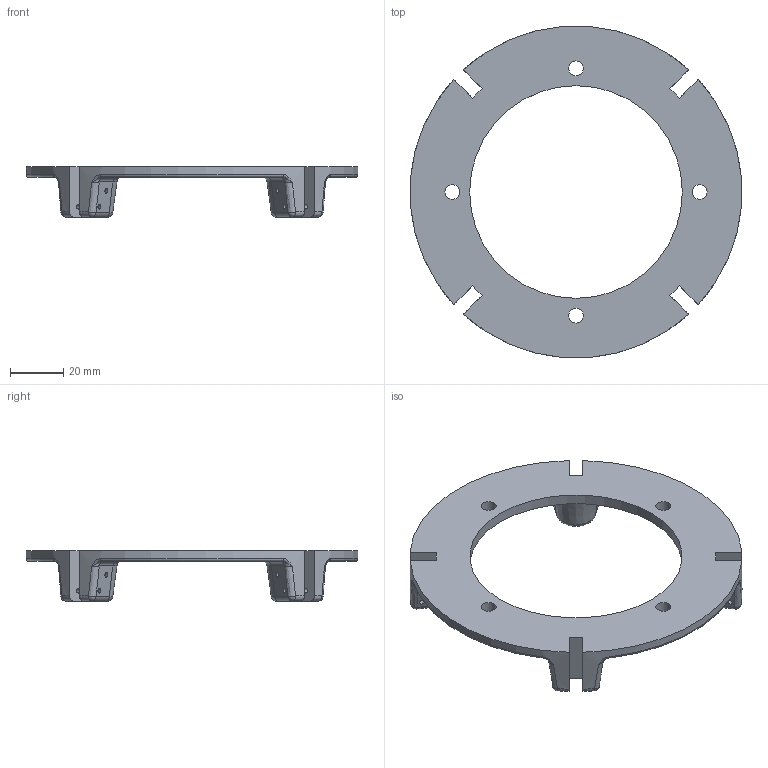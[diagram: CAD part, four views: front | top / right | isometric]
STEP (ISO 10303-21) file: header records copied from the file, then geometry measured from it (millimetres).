
FILE_DESCRIPTION(/* description */ (''),/* implementation_level */ '2;1');
FILE_NAME(/* name */ 'Baffle2Spike v4.step',/* time_stamp */ '2025-10-03T19:06:07+02:00',/* author */ (''),/* organization */ (''),/* preprocessor_version */ 'ST-DEVELOPER v20.1',/* originating_system */ 'Autodesk Translation Framework v14.17.0.0',/* authorisation */ '');
FILE_SCHEMA (('AUTOMOTIVE_DESIGN { 1 0 10303 214 3 1 1 }'));
Length unit declared in the file: millimetre
Products named in the file (1): Baffle2Spike
Bounding box: 124.57 x 124.57 x 19 mm (x, y, z)
Volume: 41075.8 mm3; surface area: 21734.2 mm2
Topology: 1 solids, 1 shells, 123 faces, 307 edges, 178 vertices
Faces by surface type: cylinder 41, plane 26, bspline 24, torus 20, sphere 8, cone 4
Full cylindrical faces by diameter (mm): 1.8 x16, 5.6 x4, 80 x1
Entity records: 4718 total; most frequent: CARTESIAN_POINT 1755, DIRECTION 617, ORIENTED_EDGE 598, EDGE_CURVE 299, AXIS2_PLACEMENT_3D 258, VERTEX_POINT 178, EDGE_LOOP 165, CIRCLE 126
